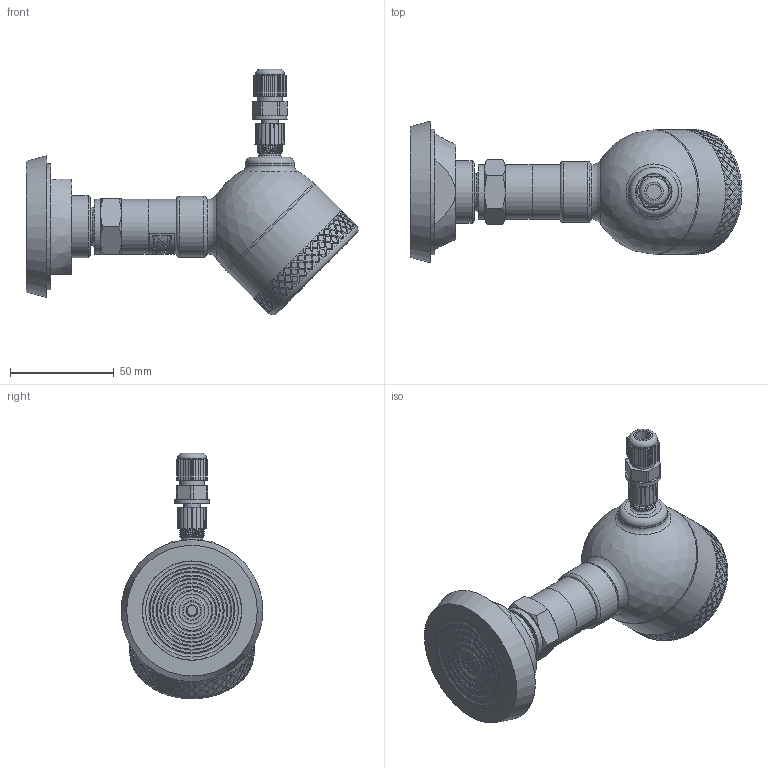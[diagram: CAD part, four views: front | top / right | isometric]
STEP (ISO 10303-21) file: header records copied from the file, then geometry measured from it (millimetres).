
FILE_DESCRIPTION(/* description */ (''),/* implementation_level */ '2;1');
FILE_NAME(/* name */ 'APZ3420sFH_TapperDN50_6.step',/* time_stamp */ '2021-07-08T16:42:54+03:00',/* author */ (''),/* organization */ (''),/* preprocessor_version */ 'ST-DEVELOPER v18.1',/* originating_system */ 'Autodesk Translation Framework v10.9.0.1377',/* authorisation */ '');
FILE_SCHEMA (('AUTOMOTIVE_DESIGN { 1 0 10303 214 3 1 1 }'));
Products named in the file (9): АПЗ 3420s заполненный 
+ полевой корпус; G1\2EN; Tapper socket DN50 diaphragm 48 v2; Заполненный полевой 
корпус v13; Cover for display; Display; Main body; M12x1 adapter; M12x1 female straight v9
Assembly tree (8 placements, depth 3):
  АПЗ 3420s заполненный 
+ полевой корпус
    G1\2EN
    Tapper socket DN50 diaphragm 48 v2
    Заполненный полевой 
корпус v13
      Cover for display
      Display
      Main body
      M12x1 adapter
      M12x1 female straight v9
Bounding box: 160.38 x 68.5 x 118.64 mm (x, y, z)
Volume: 285656 mm3; surface area: 63203.9 mm2
Topology: 17 solids, 17 shells, 1825 faces, 4553 edges, 2989 vertices
Faces by surface type: bspline 990, plane 403, cylinder 347, cone 52, torus 32, sphere 1
Full cylindrical faces by diameter (mm): 1 x4, 2 x1, 3 x1, 3.3 x1, 5 x5, 6 x3, 7 x1, 7.3 x1, 8 x3, 9.3 x1, 10.293 x1, 10.5 x2, 10.741 x7, 11.884 x6, 12 x1, 14 x1, 16.7 x1, 17 x1, 17.5 x1, 18 x1, 18.631 x7, 19.7 x1, 20.955 x7, 21.6 x1, 21.767 x1, 22 x1, 22.4 x2, 23.6 x1, 24.5 x2, 26.5 x2
Entity records: 79134 total; most frequent: CARTESIAN_POINT 43121, ORIENTED_EDGE 9104, EDGE_CURVE 4552, DIRECTION 4115, VERTEX_POINT 2989, B_SPLINE_CURVE_WITH_KNOTS 2739, EDGE_LOOP 2089, FACE_OUTER_BOUND 1825
